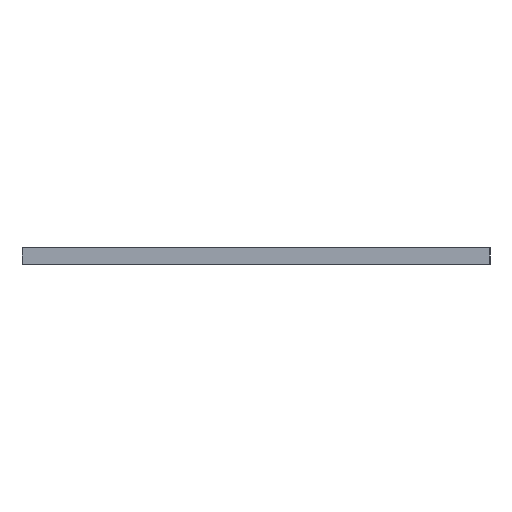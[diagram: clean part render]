
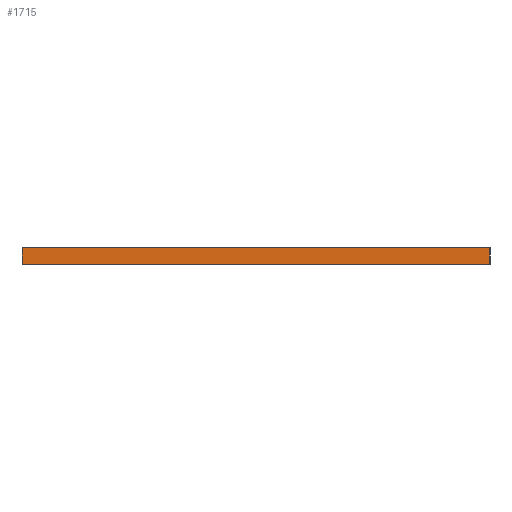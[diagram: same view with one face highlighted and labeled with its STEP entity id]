
A CAD part, left-side view. The second image highlights one B-rep face of the part: STEP entity #1715.
In plain terms, the highlighted planar face has unit normal (-1, 0, 0).
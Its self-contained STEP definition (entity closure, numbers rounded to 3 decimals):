
#51 = EDGE_CURVE ( 'NONE', #3391, #132, #3950, .T. ) ;
#86 = ORIENTED_EDGE ( 'NONE', *, *, #51, .F. ) ;
#107 = LINE ( 'NONE', #767, #342 ) ;
#132 = VERTEX_POINT ( 'NONE', #2432 ) ;
#221 = VERTEX_POINT ( 'NONE', #1020 ) ;
#305 = CARTESIAN_POINT ( 'NONE',  ( 0., 0., 0. ) ) ;
#342 = VECTOR ( 'NONE', #1736, 1000. ) ;
#642 = CARTESIAN_POINT ( 'NONE',  ( 0., 86., 0. ) ) ;
#717 = EDGE_LOOP ( 'NONE', ( #1672, #3900, #4020, #86 ) ) ;
#767 = CARTESIAN_POINT ( 'NONE',  ( 0., 86., 0. ) ) ;
#919 = DIRECTION ( 'NONE',  ( 0., 0., -1. ) ) ;
#987 = VERTEX_POINT ( 'NONE', #642 ) ;
#1020 = CARTESIAN_POINT ( 'NONE',  ( 0., 86., 3. ) ) ;
#1157 = CARTESIAN_POINT ( 'NONE',  ( 0., 86., 0. ) ) ;
#1520 = DIRECTION ( 'NONE',  ( 0., -1., 0. ) ) ;
#1531 = AXIS2_PLACEMENT_3D ( 'NONE', #1157, #2426, #1799 ) ;
#1642 = EDGE_CURVE ( 'NONE', #221, #987, #107, .T. ) ;
#1657 = VECTOR ( 'NONE', #2947, 1000. ) ;
#1667 = LINE ( 'NONE', #2017, #1657 ) ;
#1672 = ORIENTED_EDGE ( 'NONE', *, *, #1973, .F. ) ;
#1715 = ADVANCED_FACE ( 'NONE', ( #3740 ), #3415, .T. ) ;
#1736 = DIRECTION ( 'NONE',  ( 0., 0., -1. ) ) ;
#1799 = DIRECTION ( 'NONE',  ( 0., 0., 1. ) ) ;
#1973 = EDGE_CURVE ( 'NONE', #221, #3391, #1667, .T. ) ;
#2017 = CARTESIAN_POINT ( 'NONE',  ( 0., 43., 3. ) ) ;
#2298 = CARTESIAN_POINT ( 'NONE',  ( 0., 0., 3. ) ) ;
#2412 = VECTOR ( 'NONE', #919, 1000. ) ;
#2426 = DIRECTION ( 'NONE',  ( -1., 0., 0. ) ) ;
#2432 = CARTESIAN_POINT ( 'NONE',  ( 0., 0., 0. ) ) ;
#2531 = EDGE_CURVE ( 'NONE', #987, #132, #3120, .T. ) ;
#2947 = DIRECTION ( 'NONE',  ( 0., -1., 0. ) ) ;
#3095 = CARTESIAN_POINT ( 'NONE',  ( 0., 86., 0. ) ) ;
#3120 = LINE ( 'NONE', #3095, #3389 ) ;
#3389 = VECTOR ( 'NONE', #1520, 1000. ) ;
#3391 = VERTEX_POINT ( 'NONE', #2298 ) ;
#3415 = PLANE ( 'NONE',  #1531 ) ;
#3740 = FACE_OUTER_BOUND ( 'NONE', #717, .T. ) ;
#3900 = ORIENTED_EDGE ( 'NONE', *, *, #1642, .T. ) ;
#3950 = LINE ( 'NONE', #305, #2412 ) ;
#4020 = ORIENTED_EDGE ( 'NONE', *, *, #2531, .T. ) ;
